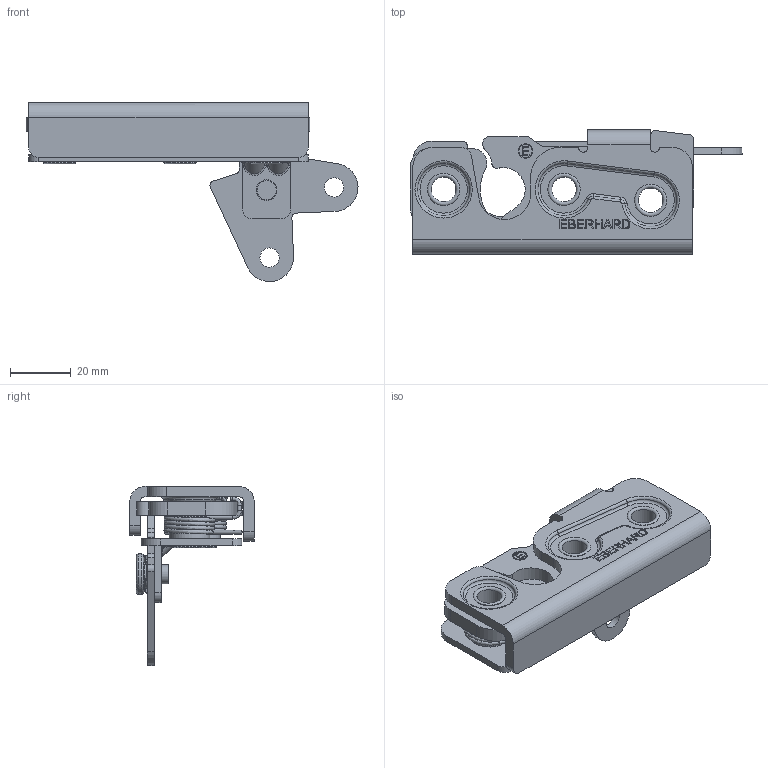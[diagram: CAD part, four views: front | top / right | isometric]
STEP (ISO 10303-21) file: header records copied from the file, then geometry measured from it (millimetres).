
FILE_DESCRIPTION((''),'2;1');
FILE_NAME('1-400-R.stp','2013-08-12T13:41:51',('fredp'),(''),'Autodesk Inventor 2013','Autodesk Inventor 2013','');
FILE_SCHEMA(('AUTOMOTIVE_DESIGN { 1 0 10303 214 1 1 1 1 }'));
Length unit declared in the file: inch
Products named in the file (1): 1-400-R
Bounding box: 109.56 x 41 x 59.09 mm (x, y, z)
Volume: 35908.6 mm3; surface area: 32580.5 mm2
Topology: 13 solids, 15 shells, 650 faces, 1648 edges, 1079 vertices
Faces by surface type: plane 253, bspline 180, cylinder 169, torus 36, revolution 6, cone 6
Full cylindrical faces by diameter (mm): 1.219 x7, 1.321 x4, 4.318 x2, 4.826 x2, 6.287 x1, 6.35 x2, 6.858 x1, 8.115 x3, 9.665 x1, 9.779 x1, 9.843 x6, 9.97 x1, 10.16 x6, 11.367 x3, 11.748 x3, 12.7 x1, 13.335 x3
Entity records: 24025 total; most frequent: CARTESIAN_POINT 8796, ORIENTED_EDGE 3128, DIRECTION 2489, EDGE_CURVE 1564, VERTEX_POINT 1073, AXIS2_PLACEMENT_3D 848, EDGE_LOOP 825, VECTOR 787
